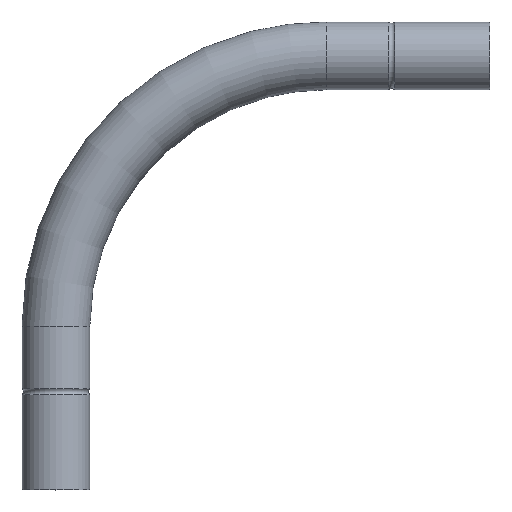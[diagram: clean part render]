
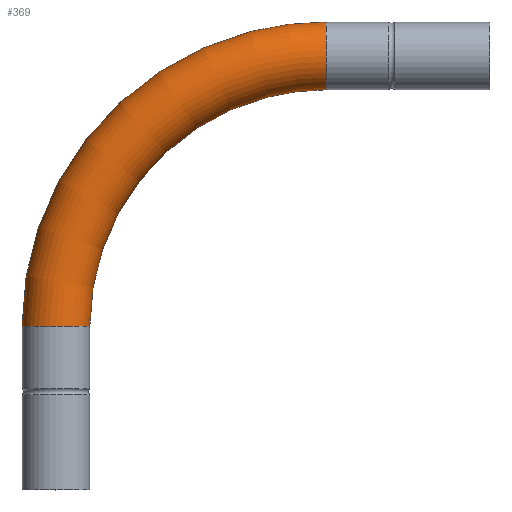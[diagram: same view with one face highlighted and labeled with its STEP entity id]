
A CAD part, top view. The second image highlights one B-rep face of the part: STEP entity #369.
In plain terms, the highlighted toroidal (fillet/blend) face has major radius 110 mm and minor radius 13.8 mm.
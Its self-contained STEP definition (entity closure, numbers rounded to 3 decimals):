
#16 = AXIS2_PLACEMENT_3D ( 'NONE', #243, #101, #74 ) ;
#17 = VERTEX_POINT ( 'NONE', #336 ) ;
#19 = DIRECTION ( 'NONE',  ( 0., 0., 1. ) ) ;
#46 = AXIS2_PLACEMENT_3D ( 'NONE', #160, #139, #19 ) ;
#65 = TOROIDAL_SURFACE ( 'NONE', #16, 110., 13.8 ) ;
#74 = DIRECTION ( 'NONE',  ( -1., 0., 0. ) ) ;
#98 = ORIENTED_EDGE ( 'NONE', *, *, #266, .T. ) ;
#101 = DIRECTION ( 'NONE',  ( 0., 0., -1. ) ) ;
#139 = DIRECTION ( 'NONE',  ( 0., -1., 0. ) ) ;
#160 = CARTESIAN_POINT ( 'NONE',  ( -110., 0., 0. ) ) ;
#171 = DIRECTION ( 'NONE',  ( 0., 0., 1. ) ) ;
#185 = CIRCLE ( 'NONE', #46, 13.8 ) ;
#210 = FACE_OUTER_BOUND ( 'NONE', #261, .T. ) ;
#214 = VERTEX_POINT ( 'NONE', #245 ) ;
#223 = DIRECTION ( 'NONE',  ( -1., 0., 0. ) ) ;
#231 = CARTESIAN_POINT ( 'NONE',  ( 0., 110., 0. ) ) ;
#233 = EDGE_LOOP ( 'NONE', ( #98 ) ) ;
#243 = CARTESIAN_POINT ( 'NONE',  ( 0., 0., 0. ) ) ;
#245 = CARTESIAN_POINT ( 'NONE',  ( 0., 110., 13.8 ) ) ;
#261 = EDGE_LOOP ( 'NONE', ( #297 ) ) ;
#266 = EDGE_CURVE ( 'NONE', #214, #214, #309, .T. ) ;
#297 = ORIENTED_EDGE ( 'NONE', *, *, #332, .F. ) ;
#302 = FACE_OUTER_BOUND ( 'NONE', #233, .T. ) ;
#309 = CIRCLE ( 'NONE', #356, 13.8 ) ;
#332 = EDGE_CURVE ( 'NONE', #17, #17, #185, .T. ) ;
#336 = CARTESIAN_POINT ( 'NONE',  ( -110., 0., 13.8 ) ) ;
#356 = AXIS2_PLACEMENT_3D ( 'NONE', #231, #223, #171 ) ;
#369 = ADVANCED_FACE ( 'NONE', ( #302, #210 ), #65, .T. ) ;
